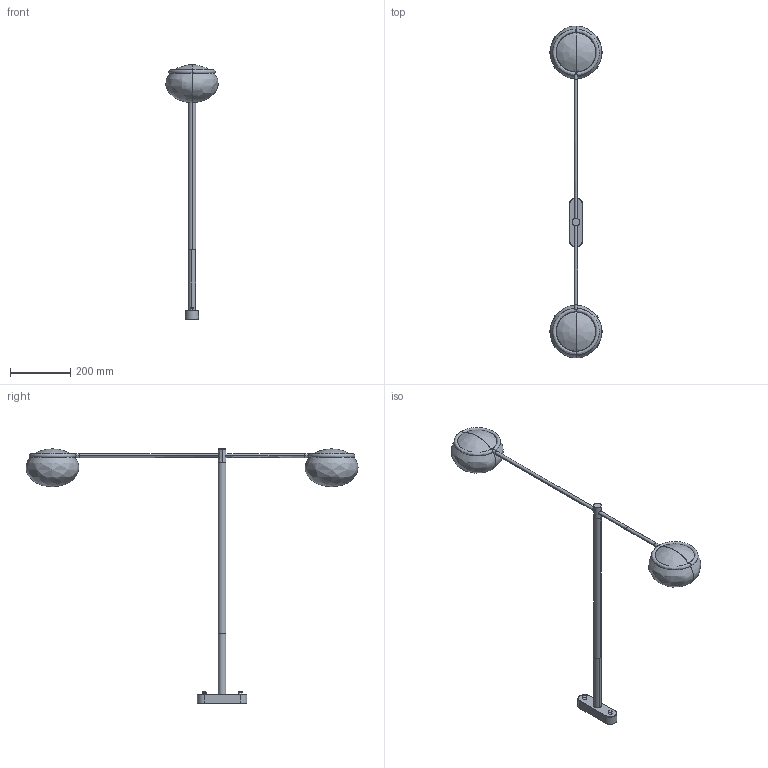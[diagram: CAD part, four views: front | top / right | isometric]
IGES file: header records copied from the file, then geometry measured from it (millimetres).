
Start section: SolidWorks IGES file using analytic representation for surfaces
Global section: file name: COCO_final.IGS; native system: SolidWorks 2020; preprocessor: SolidWorks 2020; author: jordiburgueto; date: 230620.133803; units: millimetre
Bounding box: 174.1 x 1099.94 x 843 mm (x, y, z)
Surface area: 292413.8 mm2 (no closed solid volume)
Topology: 0 solids, 0 shells, 99 faces, 1820 edges, 1812 vertices
Faces by surface type: revolution 72, bspline 27
